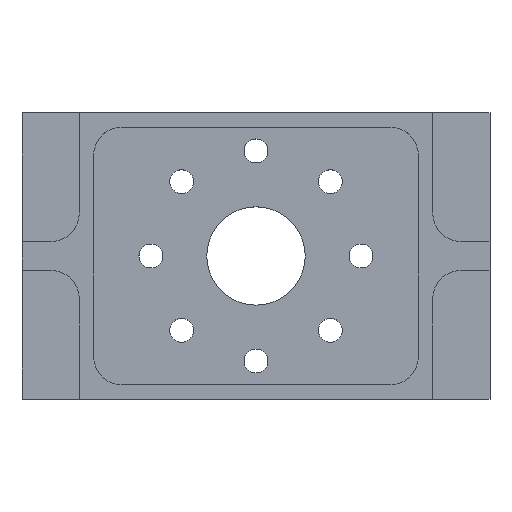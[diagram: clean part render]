
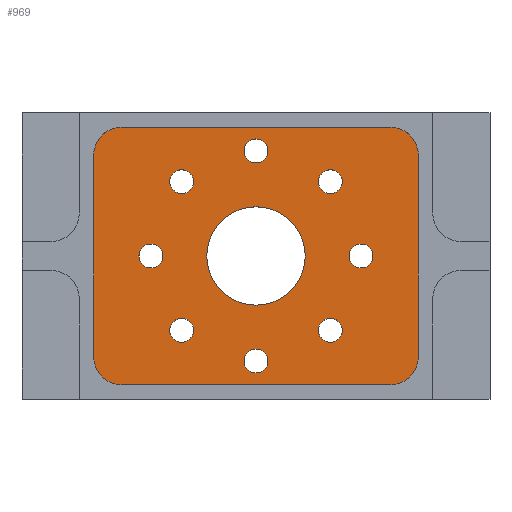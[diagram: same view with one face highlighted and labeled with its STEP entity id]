
A CAD part, top view. The second image highlights one B-rep face of the part: STEP entity #969.
In plain terms, the highlighted planar face has unit normal (0, 0, 1).
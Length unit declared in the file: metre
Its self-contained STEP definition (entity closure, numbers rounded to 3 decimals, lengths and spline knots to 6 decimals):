
#62=CIRCLE('',#1002,0.00515);
#64=CIRCLE('',#1005,0.00125);
#66=CIRCLE('',#1008,0.00125);
#68=CIRCLE('',#1011,0.00125);
#70=CIRCLE('',#1014,0.00125);
#72=CIRCLE('',#1017,0.00125);
#74=CIRCLE('',#1020,0.00125);
#76=CIRCLE('',#1023,0.00125);
#78=CIRCLE('',#1026,0.00125);
#99=CIRCLE('',#1085,0.003);
#100=CIRCLE('',#1086,0.003);
#101=CIRCLE('',#1087,0.003);
#102=CIRCLE('',#1088,0.003);
#290=ORIENTED_EDGE('',*,*,#442,.F.);
#291=ORIENTED_EDGE('',*,*,#453,.T.);
#292=ORIENTED_EDGE('',*,*,#444,.T.);
#293=ORIENTED_EDGE('',*,*,#454,.T.);
#294=ORIENTED_EDGE('',*,*,#447,.T.);
#295=ORIENTED_EDGE('',*,*,#455,.T.);
#296=ORIENTED_EDGE('',*,*,#450,.F.);
#297=ORIENTED_EDGE('',*,*,#456,.T.);
#298=ORIENTED_EDGE('',*,*,#378,.T.);
#299=ORIENTED_EDGE('',*,*,#374,.T.);
#300=ORIENTED_EDGE('',*,*,#370,.T.);
#301=ORIENTED_EDGE('',*,*,#366,.T.);
#302=ORIENTED_EDGE('',*,*,#364,.F.);
#303=ORIENTED_EDGE('',*,*,#368,.T.);
#304=ORIENTED_EDGE('',*,*,#372,.T.);
#305=ORIENTED_EDGE('',*,*,#376,.T.);
#306=ORIENTED_EDGE('',*,*,#380,.T.);
#364=EDGE_CURVE('',#482,#482,#62,.T.);
#366=EDGE_CURVE('',#484,#484,#64,.F.);
#368=EDGE_CURVE('',#486,#486,#66,.F.);
#370=EDGE_CURVE('',#488,#488,#68,.F.);
#372=EDGE_CURVE('',#490,#490,#70,.F.);
#374=EDGE_CURVE('',#492,#492,#72,.F.);
#376=EDGE_CURVE('',#494,#494,#74,.F.);
#378=EDGE_CURVE('',#496,#496,#76,.F.);
#380=EDGE_CURVE('',#498,#498,#78,.F.);
#442=EDGE_CURVE('',#547,#548,#612,.T.);
#444=EDGE_CURVE('',#549,#550,#614,.T.);
#447=EDGE_CURVE('',#551,#552,#617,.T.);
#450=EDGE_CURVE('',#553,#554,#620,.T.);
#453=EDGE_CURVE('',#547,#549,#99,.T.);
#454=EDGE_CURVE('',#550,#551,#100,.T.);
#455=EDGE_CURVE('',#552,#554,#101,.T.);
#456=EDGE_CURVE('',#553,#548,#102,.T.);
#482=VERTEX_POINT('',#1433);
#484=VERTEX_POINT('',#1438);
#486=VERTEX_POINT('',#1443);
#488=VERTEX_POINT('',#1448);
#490=VERTEX_POINT('',#1453);
#492=VERTEX_POINT('',#1458);
#494=VERTEX_POINT('',#1463);
#496=VERTEX_POINT('',#1468);
#498=VERTEX_POINT('',#1473);
#547=VERTEX_POINT('',#1617);
#548=VERTEX_POINT('',#1619);
#549=VERTEX_POINT('',#1623);
#550=VERTEX_POINT('',#1624);
#551=VERTEX_POINT('',#1629);
#552=VERTEX_POINT('',#1630);
#553=VERTEX_POINT('',#1635);
#554=VERTEX_POINT('',#1636);
#612=LINE('',#1618,#680);
#614=LINE('',#1622,#682);
#617=LINE('',#1628,#685);
#620=LINE('',#1634,#688);
#680=VECTOR('',#1336,1.);
#682=VECTOR('',#1340,1.);
#685=VECTOR('',#1345,1.);
#688=VECTOR('',#1350,1.);
#773=EDGE_LOOP('',(#290,#291,#292,#293,#294,#295,#296,#297));
#774=EDGE_LOOP('',(#298));
#775=EDGE_LOOP('',(#299));
#776=EDGE_LOOP('',(#300));
#777=EDGE_LOOP('',(#301));
#778=EDGE_LOOP('',(#302));
#779=EDGE_LOOP('',(#303));
#780=EDGE_LOOP('',(#304));
#781=EDGE_LOOP('',(#305));
#782=EDGE_LOOP('',(#306));
#881=FACE_BOUND('',#773,.T.);
#882=FACE_BOUND('',#774,.T.);
#883=FACE_BOUND('',#775,.T.);
#884=FACE_BOUND('',#776,.T.);
#885=FACE_BOUND('',#777,.T.);
#886=FACE_BOUND('',#778,.T.);
#887=FACE_BOUND('',#779,.T.);
#888=FACE_BOUND('',#780,.T.);
#889=FACE_BOUND('',#781,.T.);
#890=FACE_BOUND('',#782,.T.);
#921=PLANE('',#1084);
#969=ADVANCED_FACE('',(#881,#882,#883,#884,#885,#886,#887,#888,#889,#890),
#921,.T.);
#1002=AXIS2_PLACEMENT_3D('',#1432,#1137,#1138);
#1005=AXIS2_PLACEMENT_3D('',#1437,#1143,#1144);
#1008=AXIS2_PLACEMENT_3D('',#1442,#1149,#1150);
#1011=AXIS2_PLACEMENT_3D('',#1447,#1155,#1156);
#1014=AXIS2_PLACEMENT_3D('',#1452,#1161,#1162);
#1017=AXIS2_PLACEMENT_3D('',#1457,#1167,#1168);
#1020=AXIS2_PLACEMENT_3D('',#1462,#1173,#1174);
#1023=AXIS2_PLACEMENT_3D('',#1467,#1179,#1180);
#1026=AXIS2_PLACEMENT_3D('',#1472,#1185,#1186);
#1084=AXIS2_PLACEMENT_3D('',#1639,#1353,#1354);
#1085=AXIS2_PLACEMENT_3D('',#1640,#1355,#1356);
#1086=AXIS2_PLACEMENT_3D('',#1641,#1357,#1358);
#1087=AXIS2_PLACEMENT_3D('',#1642,#1359,#1360);
#1088=AXIS2_PLACEMENT_3D('',#1643,#1361,#1362);
#1137=DIRECTION('',(0.,0.,1.));
#1138=DIRECTION('',(1.,0.,0.));
#1143=DIRECTION('',(0.,0.,1.));
#1144=DIRECTION('',(1.,0.,0.));
#1149=DIRECTION('',(0.,0.,1.));
#1150=DIRECTION('',(1.,0.,0.));
#1155=DIRECTION('',(0.,0.,1.));
#1156=DIRECTION('',(1.,0.,0.));
#1161=DIRECTION('',(0.,0.,1.));
#1162=DIRECTION('',(1.,0.,0.));
#1167=DIRECTION('',(0.,0.,1.));
#1168=DIRECTION('',(1.,0.,0.));
#1173=DIRECTION('',(0.,0.,1.));
#1174=DIRECTION('',(1.,0.,0.));
#1179=DIRECTION('',(0.,0.,1.));
#1180=DIRECTION('',(1.,0.,0.));
#1185=DIRECTION('',(0.,0.,1.));
#1186=DIRECTION('',(1.,0.,0.));
#1336=DIRECTION('',(0.,1.,0.));
#1340=DIRECTION('',(1.,0.,0.));
#1345=DIRECTION('',(0.,1.,0.));
#1350=DIRECTION('',(1.,0.,0.));
#1353=DIRECTION('',(0.,0.,1.));
#1354=DIRECTION('',(1.,0.,0.));
#1355=DIRECTION('',(0.,0.,1.));
#1356=DIRECTION('',(1.,0.,0.));
#1357=DIRECTION('',(0.,0.,1.));
#1358=DIRECTION('',(1.,0.,0.));
#1359=DIRECTION('',(0.,0.,1.));
#1360=DIRECTION('',(1.,0.,0.));
#1361=DIRECTION('',(0.,0.,1.));
#1362=DIRECTION('',(1.,0.,0.));
#1432=CARTESIAN_POINT('',(0.,0.,0.004));
#1433=CARTESIAN_POINT('',(0.00515,0.,0.004));
#1437=CARTESIAN_POINT('',(-0.011,0.,0.004));
#1438=CARTESIAN_POINT('',(-0.00975,0.,0.004));
#1442=CARTESIAN_POINT('',(-0.007778,-0.007778,0.004));
#1443=CARTESIAN_POINT('',(-0.006528,-0.007778,0.004));
#1447=CARTESIAN_POINT('',(0.011,0.,0.004));
#1448=CARTESIAN_POINT('',(0.01225,0.,0.004));
#1452=CARTESIAN_POINT('',(0.,-0.011,0.004));
#1453=CARTESIAN_POINT('',(0.00125,-0.011,0.004));
#1457=CARTESIAN_POINT('',(0.007778,-0.007778,0.004));
#1458=CARTESIAN_POINT('',(0.009028,-0.007778,0.004));
#1462=CARTESIAN_POINT('',(0.007778,0.007778,0.004));
#1463=CARTESIAN_POINT('',(0.009028,0.007778,0.004));
#1467=CARTESIAN_POINT('',(0.,0.011,0.004));
#1468=CARTESIAN_POINT('',(0.00125,0.011,0.004));
#1472=CARTESIAN_POINT('',(-0.007778,0.007778,0.004));
#1473=CARTESIAN_POINT('',(-0.006528,0.007778,0.004));
#1617=CARTESIAN_POINT('',(-0.017,-0.0105,0.004));
#1618=CARTESIAN_POINT('',(-0.017,0.,0.004));
#1619=CARTESIAN_POINT('',(-0.017,0.0105,0.004));
#1622=CARTESIAN_POINT('',(0.,-0.0135,0.004));
#1623=CARTESIAN_POINT('',(-0.014,-0.0135,0.004));
#1624=CARTESIAN_POINT('',(0.014,-0.0135,0.004));
#1628=CARTESIAN_POINT('',(0.017,0.,0.004));
#1629=CARTESIAN_POINT('',(0.017,-0.0105,0.004));
#1630=CARTESIAN_POINT('',(0.017,0.0105,0.004));
#1634=CARTESIAN_POINT('',(0.,0.0135,0.004));
#1635=CARTESIAN_POINT('',(-0.014,0.0135,0.004));
#1636=CARTESIAN_POINT('',(0.014,0.0135,0.004));
#1639=CARTESIAN_POINT('',(0.,0.,0.004));
#1640=CARTESIAN_POINT('',(-0.014,-0.0105,0.004));
#1641=CARTESIAN_POINT('',(0.014,-0.0105,0.004));
#1642=CARTESIAN_POINT('',(0.014,0.0105,0.004));
#1643=CARTESIAN_POINT('',(-0.014,0.0105,0.004));
